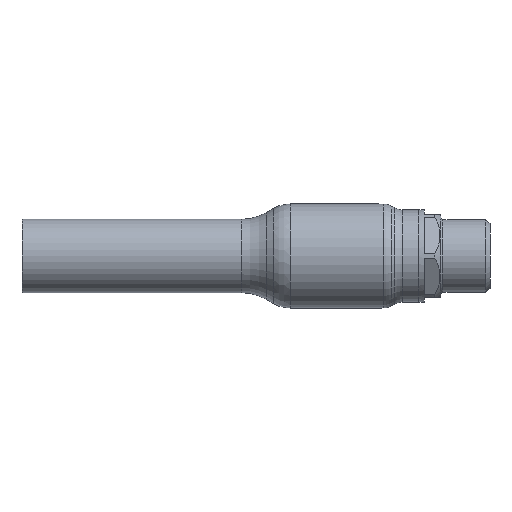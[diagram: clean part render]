
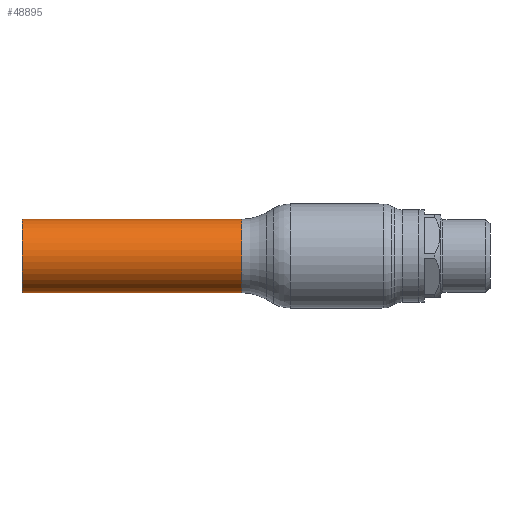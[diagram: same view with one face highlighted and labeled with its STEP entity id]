
A CAD part, front view. The second image highlights one B-rep face of the part: STEP entity #48895.
In plain terms, the highlighted cylindrical face has radius 13.45 mm (diameter 26.9 mm), a partial arc.
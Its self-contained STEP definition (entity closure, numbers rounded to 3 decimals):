
#192 = CARTESIAN_POINT ( 'NONE',  ( -62.69, 0., 13.45 ) ) ;
#368 = VECTOR ( 'NONE', #25415, 1000. ) ;
#4243 = AXIS2_PLACEMENT_3D ( 'NONE', #4324, #21904, #13762 ) ;
#4324 = CARTESIAN_POINT ( 'NONE',  ( -62.69, 0., 0. ) ) ;
#7929 = CARTESIAN_POINT ( 'NONE',  ( -34.686, 0., 13.45 ) ) ;
#8163 = EDGE_LOOP ( 'NONE', ( #52919, #48872, #45105, #27401 ) ) ;
#8910 = CARTESIAN_POINT ( 'NONE',  ( -62.69, 0., -13.45 ) ) ;
#11584 = CARTESIAN_POINT ( 'NONE',  ( -115., 0., 13.45 ) ) ;
#13192 = CARTESIAN_POINT ( 'NONE',  ( -34.686, 0., -13.45 ) ) ;
#13762 = DIRECTION ( 'NONE',  ( 0., 0., 1. ) ) ;
#14153 = DIRECTION ( 'NONE',  ( 0., 0., 1. ) ) ;
#14597 = EDGE_CURVE ( 'NONE', #36773, #20959, #40005, .T. ) ;
#16287 = FACE_OUTER_BOUND ( 'NONE', #8163, .T. ) ;
#16784 = LINE ( 'NONE', #8910, #368 ) ;
#17258 = EDGE_CURVE ( 'NONE', #36773, #51841, #16784, .T. ) ;
#17648 = EDGE_CURVE ( 'NONE', #20959, #52845, #32924, .T. ) ;
#18470 = CARTESIAN_POINT ( 'NONE',  ( -34.686, 0., 0. ) ) ;
#19814 = VECTOR ( 'NONE', #29397, 1000. ) ;
#20959 = VERTEX_POINT ( 'NONE', #7929 ) ;
#21195 = AXIS2_PLACEMENT_3D ( 'NONE', #18470, #30627, #34413 ) ;
#21904 = DIRECTION ( 'NONE',  ( -1., 0., 0. ) ) ;
#25415 = DIRECTION ( 'NONE',  ( -1., 0., 0. ) ) ;
#27228 = AXIS2_PLACEMENT_3D ( 'NONE', #32933, #29404, #14153 ) ;
#27401 = ORIENTED_EDGE ( 'NONE', *, *, #42221, .F. ) ;
#27909 = CYLINDRICAL_SURFACE ( 'NONE', #4243, 13.45 ) ;
#29397 = DIRECTION ( 'NONE',  ( -1., 0., 0. ) ) ;
#29404 = DIRECTION ( 'NONE',  ( -1., 0., 0. ) ) ;
#30627 = DIRECTION ( 'NONE',  ( -1., 0., 0. ) ) ;
#32924 = LINE ( 'NONE', #192, #19814 ) ;
#32933 = CARTESIAN_POINT ( 'NONE',  ( -115., 0., 0. ) ) ;
#34413 = DIRECTION ( 'NONE',  ( 0., 0., 1. ) ) ;
#36773 = VERTEX_POINT ( 'NONE', #13192 ) ;
#38913 = CARTESIAN_POINT ( 'NONE',  ( -115., 0., -13.45 ) ) ;
#40005 = CIRCLE ( 'NONE', #21195, 13.45 ) ;
#42221 = EDGE_CURVE ( 'NONE', #51841, #52845, #43520, .T. ) ;
#43520 = CIRCLE ( 'NONE', #27228, 13.45 ) ;
#45105 = ORIENTED_EDGE ( 'NONE', *, *, #17648, .T. ) ;
#48872 = ORIENTED_EDGE ( 'NONE', *, *, #14597, .T. ) ;
#48895 = ADVANCED_FACE ( 'NONE', ( #16287 ), #27909, .T. ) ;
#51841 = VERTEX_POINT ( 'NONE', #38913 ) ;
#52845 = VERTEX_POINT ( 'NONE', #11584 ) ;
#52919 = ORIENTED_EDGE ( 'NONE', *, *, #17258, .F. ) ;
